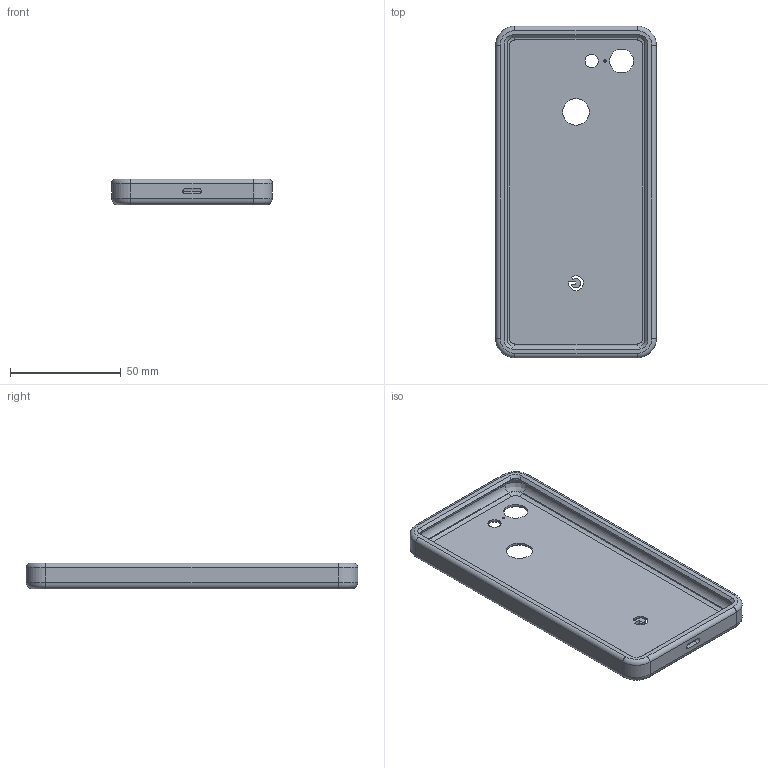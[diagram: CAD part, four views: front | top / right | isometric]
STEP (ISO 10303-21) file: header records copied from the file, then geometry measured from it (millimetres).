
FILE_DESCRIPTION(/* description */ (''),/* implementation_level */ '2;1');
FILE_NAME(/* name */ '7c30d42f-7e30-48c6-9448-fc881ceef9c2.stp',/* time_stamp */ '2025-06-22T01:01:37Z',/* author */ (''),/* organization */ (''),/* preprocessor_version */ 'ST-DEVELOPER v20.1',/* originating_system */ 'Autodesk Translation Framework v14.10.0.0',/* authorisation */ '');
FILE_SCHEMA (('AUTOMOTIVE_DESIGN { 1 0 10303 214 3 1 1 }'));
Length unit declared in the file: millimetre
Products named in the file (2): #3571; 2025-06-22-05-45-00-042
Assembly tree (1 placements, depth 2):
  #3571
    2025-06-22-05-45-00-042
Bounding box: 72.7 x 150 x 11.7 mm (x, y, z)
Volume: 32560.2 mm3; surface area: 30344.7 mm2
Topology: 1 solids, 1 shells, 113 faces, 268 edges, 156 vertices
Faces by surface type: cylinder 46, plane 21, bspline 20, torus 16, cone 10
Full cylindrical faces by diameter (mm): 1 x1, 6 x1, 10.8 x1, 12 x1
Entity records: 3559 total; most frequent: CARTESIAN_POINT 916, DIRECTION 565, ORIENTED_EDGE 536, EDGE_CURVE 268, AXIS2_PLACEMENT_3D 227, VERTEX_POINT 156, CIRCLE 131, EDGE_LOOP 124
